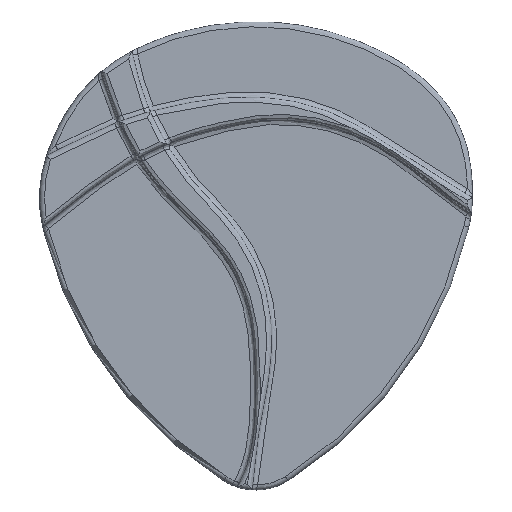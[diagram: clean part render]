
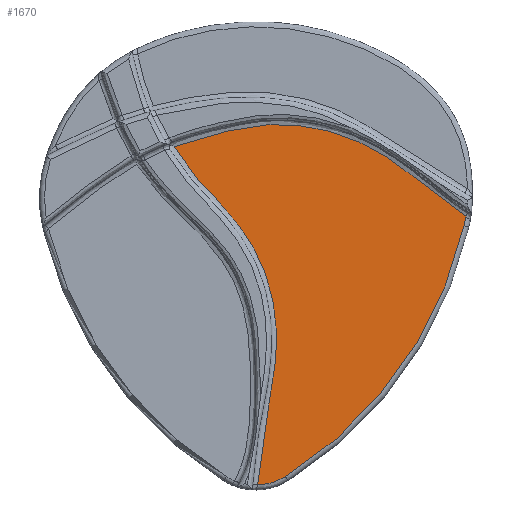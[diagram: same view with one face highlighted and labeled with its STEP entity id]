
A CAD part, top view. The second image highlights one B-rep face of the part: STEP entity #1670.
In plain terms, the highlighted planar face has unit normal (0, 0, 1).
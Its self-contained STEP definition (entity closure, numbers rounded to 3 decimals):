
#95=B_SPLINE_CURVE_WITH_KNOTS('',3,(#3262,#3263,#3264,#3265,#3266,#3267,
#3268,#3269,#3270,#3271,#3272,#3273,#3274,#3275,#3276,#3277,#3278,#3279,
#3280),.UNSPECIFIED.,.F.,.F.,(4,1,1,1,1,1,1,1,1,1,1,1,1,1,1,1,4),(0.117,
0.491,0.953,1.183,1.414,1.645,
1.875,2.106,2.336,2.798,3.72,
4.028,4.335,4.643,5.104,5.565,
6.488),.UNSPECIFIED.);
#167=B_SPLINE_CURVE_WITH_KNOTS('',3,(#5940,#5941,#5942,#5943,#5944,#5945,
#5946,#5947,#5948,#5949,#5950,#5951,#5952,#5953,#5954,#5955,#5956,#5957,
#5958,#5959,#5960,#5961,#5962,#5963,#5964,#5965,#5966),.UNSPECIFIED.,.F.,
 .F.,(4,1,1,1,1,1,1,1,1,1,1,1,1,1,1,1,1,1,1,1,1,1,1,1,4),(0.,0.267,
0.534,0.801,0.934,1.068,
1.602,2.136,3.203,3.292,3.381,
3.559,4.271,4.627,4.983,5.339,
5.517,5.606,5.695,6.229,6.407,
6.674,6.941,7.208,7.388),
 .UNSPECIFIED.);
#256=PLANE('',#1778);
#363=FACE_OUTER_BOUND('',#473,.T.);
#473=EDGE_LOOP('',(#1538,#1539,#1540,#1541,#1542));
#638=CIRCLE('',#1768,44.233);
#640=CIRCLE('',#1771,318.674);
#642=CIRCLE('',#1774,100.);
#727=VERTEX_POINT('',#3250);
#728=VERTEX_POINT('',#3261);
#780=VERTEX_POINT('',#5938);
#793=VERTEX_POINT('',#6871);
#795=VERTEX_POINT('',#6876);
#913=EDGE_CURVE('',#727,#728,#95,.T.);
#1009=EDGE_CURVE('',#780,#727,#167,.T.);
#1041=EDGE_CURVE('',#793,#780,#638,.T.);
#1043=EDGE_CURVE('',#795,#793,#640,.T.);
#1045=EDGE_CURVE('',#728,#795,#642,.T.);
#1538=ORIENTED_EDGE('',*,*,#1009,.F.);
#1539=ORIENTED_EDGE('',*,*,#1041,.F.);
#1540=ORIENTED_EDGE('',*,*,#1043,.F.);
#1541=ORIENTED_EDGE('',*,*,#1045,.F.);
#1542=ORIENTED_EDGE('',*,*,#913,.F.);
#1670=ADVANCED_FACE('',(#363),#256,.T.);
#1768=AXIS2_PLACEMENT_3D('',#6873,#1998,#1999);
#1771=AXIS2_PLACEMENT_3D('',#6878,#2004,#2005);
#1774=AXIS2_PLACEMENT_3D('',#6881,#2010,#2011);
#1778=AXIS2_PLACEMENT_3D('',#7010,#2021,#2022);
#1998=DIRECTION('center_axis',(0.,0.,-1.));
#1999=DIRECTION('ref_axis',(0.244,-0.97,0.));
#2004=DIRECTION('center_axis',(0.,0.,-1.));
#2005=DIRECTION('ref_axis',(0.814,-0.58,0.));
#2010=DIRECTION('center_axis',(0.,0.,-1.));
#2011=DIRECTION('ref_axis',(0.985,-0.172,0.));
#2021=DIRECTION('center_axis',(0.,0.,1.));
#2022=DIRECTION('ref_axis',(1.,0.,0.));
#3250=CARTESIAN_POINT('',(-16.257,25.191,3.));
#3261=CARTESIAN_POINT('',(215.708,-29.939,3.));
#3262=CARTESIAN_POINT('Ctrl Pts',(-16.257,25.191,3.));
#3263=CARTESIAN_POINT('Ctrl Pts',(-11.584,26.962,3.));
#3264=CARTESIAN_POINT('Ctrl Pts',(-1.022,30.562,3.));
#3265=CARTESIAN_POINT('Ctrl Pts',(12.689,34.318,3.));
#3266=CARTESIAN_POINT('Ctrl Pts',(24.653,37.167,3.));
#3267=CARTESIAN_POINT('Ctrl Pts',(33.671,39.106,3.));
#3268=CARTESIAN_POINT('Ctrl Pts',(42.744,40.791,3.));
#3269=CARTESIAN_POINT('Ctrl Pts',(51.89,42.076,3.));
#3270=CARTESIAN_POINT('Ctrl Pts',(61.1,42.807,3.));
#3271=CARTESIAN_POINT('Ctrl Pts',(73.417,42.95,3.));
#3272=CARTESIAN_POINT('Ctrl Pts',(94.894,41.048,3.));
#3273=CARTESIAN_POINT('Ctrl Pts',(116.823,35.092,3.));
#3274=CARTESIAN_POINT('Ctrl Pts',(135.563,26.771,3.));
#3275=CARTESIAN_POINT('Ctrl Pts',(146.408,20.952,3.));
#3276=CARTESIAN_POINT('Ctrl Pts',(158.574,13.329,3.));
#3277=CARTESIAN_POINT('Ctrl Pts',(171.835,3.68,3.));
#3278=CARTESIAN_POINT('Ctrl Pts',(191.042,-11.648,3.));
#3279=CARTESIAN_POINT('Ctrl Pts',(205.466,-23.127,3.));
#3280=CARTESIAN_POINT('Ctrl Pts',(215.708,-29.939,3.));
#5938=CARTESIAN_POINT('',(50.192,-243.716,3.));
#5940=CARTESIAN_POINT('Ctrl Pts',(50.192,-243.716,3.));
#5941=CARTESIAN_POINT('Ctrl Pts',(50.621,-240.182,3.));
#5942=CARTESIAN_POINT('Ctrl Pts',(51.436,-233.137,3.));
#5943=CARTESIAN_POINT('Ctrl Pts',(52.497,-222.59,3.));
#5944=CARTESIAN_POINT('Ctrl Pts',(53.359,-213.799,3.));
#5945=CARTESIAN_POINT('Ctrl Pts',(54.282,-206.791,3.));
#5946=CARTESIAN_POINT('Ctrl Pts',(55.951,-196.313,3.));
#5947=CARTESIAN_POINT('Ctrl Pts',(59.257,-180.695,3.));
#5948=CARTESIAN_POINT('Ctrl Pts',(64.389,-152.648,3.));
#5949=CARTESIAN_POINT('Ctrl Pts',(65.908,-130.004,3.));
#5950=CARTESIAN_POINT('Ctrl Pts',(64.624,-113.455,3.));
#5951=CARTESIAN_POINT('Ctrl Pts',(64.154,-108.737,3.));
#5952=CARTESIAN_POINT('Ctrl Pts',(62.421,-95.806,3.));
#5953=CARTESIAN_POINT('Ctrl Pts',(58.244,-79.633,3.));
#5954=CARTESIAN_POINT('Ctrl Pts',(50.772,-62.156,3.));
#5955=CARTESIAN_POINT('Ctrl Pts',(43.903,-49.667,3.));
#5956=CARTESIAN_POINT('Ctrl Pts',(37.215,-39.852,3.));
#5957=CARTESIAN_POINT('Ctrl Pts',(32.111,-33.3,3.));
#5958=CARTESIAN_POINT('Ctrl Pts',(29.09,-29.64,3.));
#5959=CARTESIAN_POINT('Ctrl Pts',(22.925,-22.42,3.));
#5960=CARTESIAN_POINT('Ctrl Pts',(15.53,-14.704,3.));
#5961=CARTESIAN_POINT('Ctrl Pts',(6.587,-5.202,3.));
#5962=CARTESIAN_POINT('Ctrl Pts',(0.267,1.889,3.));
#5963=CARTESIAN_POINT('Ctrl Pts',(-6.381,10.263,3.));
#5964=CARTESIAN_POINT('Ctrl Pts',(-11.826,18.089,3.));
#5965=CARTESIAN_POINT('Ctrl Pts',(-15.008,23.136,3.));
#5966=CARTESIAN_POINT('Ctrl Pts',(-16.257,25.191,3.));
#6871=CARTESIAN_POINT('',(72.169,-237.044,3.));
#6873=CARTESIAN_POINT('Origin',(48.772,-199.505,3.));
#6876=CARTESIAN_POINT('',(214.251,-37.7,3.));
#6878=CARTESIAN_POINT('Origin',(-96.389,33.402,3.));
#6881=CARTESIAN_POINT('Origin',(116.772,-15.388,3.));
#7010=CARTESIAN_POINT('Origin',(98.952,-97.662,3.));
